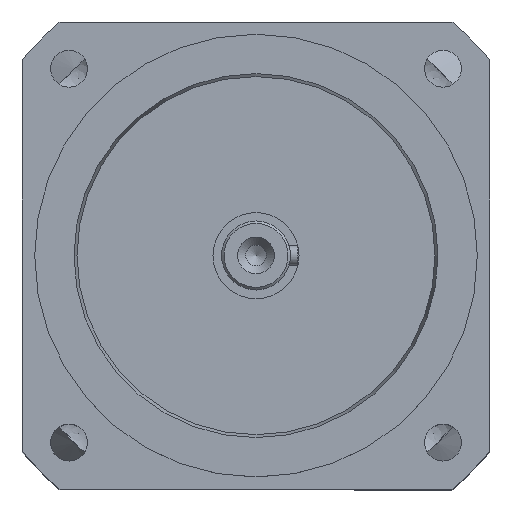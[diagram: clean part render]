
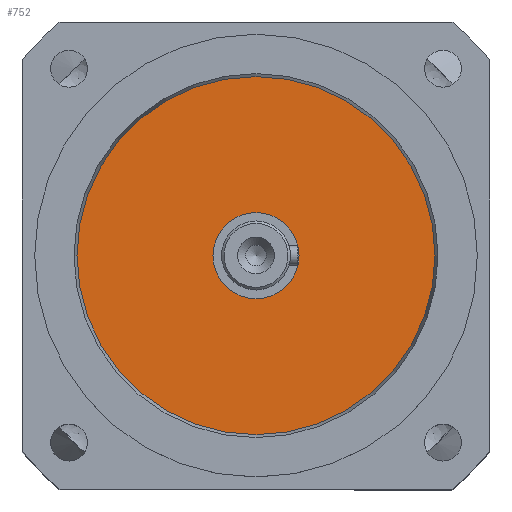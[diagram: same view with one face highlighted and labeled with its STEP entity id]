
A CAD part, top view. The second image highlights one B-rep face of the part: STEP entity #752.
In plain terms, the highlighted planar face has unit normal (0, 0, 1).
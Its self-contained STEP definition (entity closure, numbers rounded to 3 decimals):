
#485=CARTESIAN_POINT('',(17.5,0.,197.5));
#486=VERTEX_POINT('',#485);
#487=CARTESIAN_POINT('',(0.0,0.0,197.5));
#488=DIRECTION('',(0.0,0.0,-1.0));
#489=DIRECTION('',(-1.0,0.0,0.0));
#490=AXIS2_PLACEMENT_3D('',#487,#488,#489);
#491=CIRCLE('',#490,17.5);
#492=EDGE_CURVE('',#486,#486,#491,.T.);
#733=CARTESIAN_POINT('',(0.0,0.0,197.5));
#734=DIRECTION('',(0.0,0.0,-1.0));
#735=DIRECTION('',(-1.0,0.0,0.0));
#736=AXIS2_PLACEMENT_3D('',#733,#734,#735);
#737=PLANE('',#736);
#738=CARTESIAN_POINT('',(72.794,0.,197.5));
#739=VERTEX_POINT('',#738);
#740=CARTESIAN_POINT('',(0.0,0.0,197.5));
#741=DIRECTION('',(0.0,0.0,1.0));
#742=DIRECTION('',(-1.0,0.0,0.0));
#743=AXIS2_PLACEMENT_3D('',#740,#741,#742);
#744=CIRCLE('',#743,72.794);
#745=EDGE_CURVE('',#739,#739,#744,.T.);
#746=ORIENTED_EDGE('',*,*,#745,.T.);
#747=EDGE_LOOP('',(#746));
#748=FACE_OUTER_BOUND('',#747,.T.);
#749=ORIENTED_EDGE('',*,*,#492,.T.);
#750=EDGE_LOOP('',(#749));
#751=FACE_BOUND('',#750,.T.);
#752=ADVANCED_FACE('',(#748,#751),#737,.F.);
